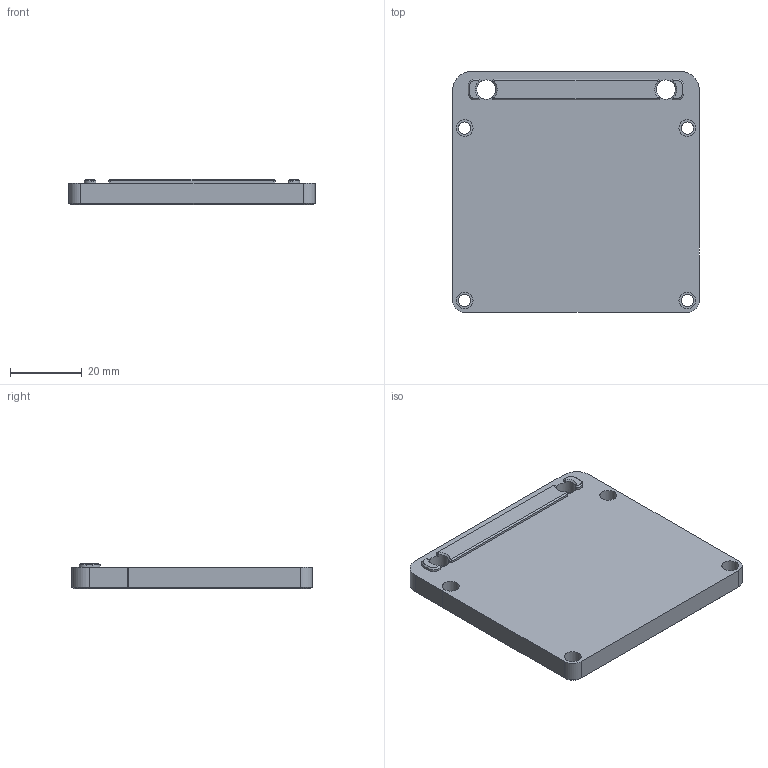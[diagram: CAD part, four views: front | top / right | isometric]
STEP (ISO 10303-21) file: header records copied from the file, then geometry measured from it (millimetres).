
FILE_DESCRIPTION(/* description */ (''),/* implementation_level */ '2;1');
FILE_NAME(/* name */ 'Breakout_Extrusion_Mount.stp',/* time_stamp */ '2022-09-04T16:21:39+02:00',/* author */ ('Rama'),/* organization */ (''),/* preprocessor_version */ 'ST-DEVELOPER v19.2',/* originating_system */ 'Autodesk Inventor 2023',/* authorisation */ '');
FILE_SCHEMA (('AUTOMOTIVE_DESIGN { 1 0 10303 214 3 1 1 }'));
Length unit declared in the file: millimetre
Products named in the file (1): Breakout_Extrusion_Mount
Bounding box: 68.58 x 67 x 7 mm (x, y, z)
Volume: 26313.5 mm3; surface area: 12008.8 mm2
Topology: 1 solids, 1 shells, 295 faces, 765 edges, 470 vertices
Faces by surface type: cone 141, cylinder 91, plane 63
Full cylindrical faces by diameter (mm): 2 x52, 3.4 x8, 4.7 x4, 5.4 x2
Entity records: 8788 total; most frequent: DIRECTION 1636, CARTESIAN_POINT 1489, ORIENTED_EDGE 1410, EDGE_CURVE 705, AXIS2_PLACEMENT_3D 637, VERTEX_POINT 469, EDGE_LOOP 364, LINE 362
